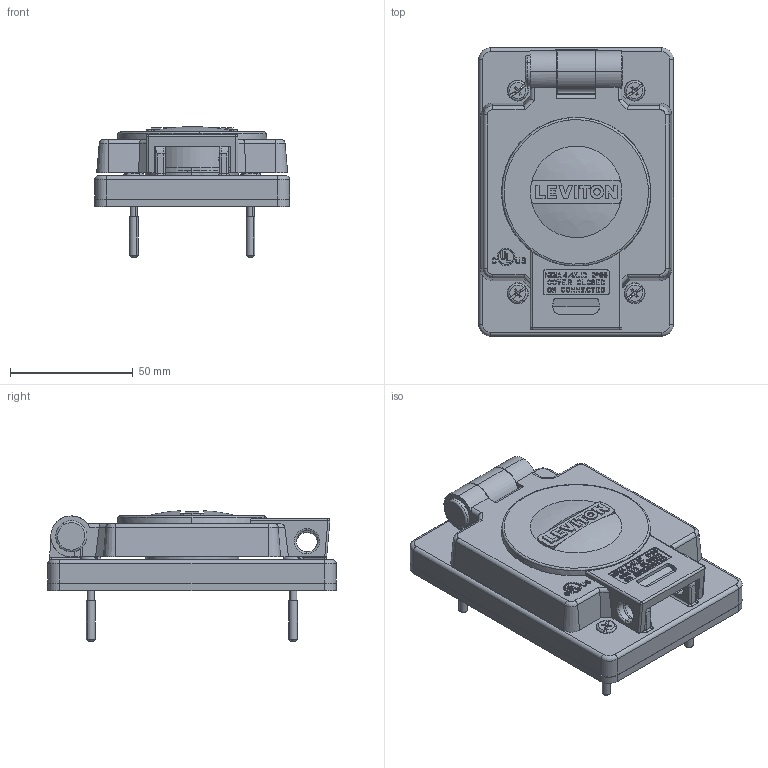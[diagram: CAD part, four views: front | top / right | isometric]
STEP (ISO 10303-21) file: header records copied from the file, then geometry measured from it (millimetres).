
FILE_DESCRIPTION (( 'STEP AP214' ), '1' );
FILE_NAME ('60W03.STEP', '2019-01-03T19:33:15', ( '' ), ( '' ), 'SwSTEP 2.0', 'SolidWorks 2017', '' );
FILE_SCHEMA (( 'AUTOMOTIVE_DESIGN' ));
Length unit declared in the file: inch
Products named in the file (1): 60W03
Bounding box: 79.5 x 117.47 x 53.28 mm (x, y, z)
Surface area: 43898.2 mm2 (no closed solid volume)
Topology: 0 solids, 20 shells, 803 faces, 2707 edges, 1875 vertices
Faces by surface type: plane 452, cylinder 278, torus 28, bspline 25, cone 20
Entity records: 45785 total; most frequent: CARTESIAN_POINT 13751, ORIENTED_EDGE 4571, DIRECTION 3739, EDGE_CURVE 2702, VERTEX_POINT 1875, VECTOR 1439, LINE 1439, AXIS2_PLACEMENT_3D 1150
